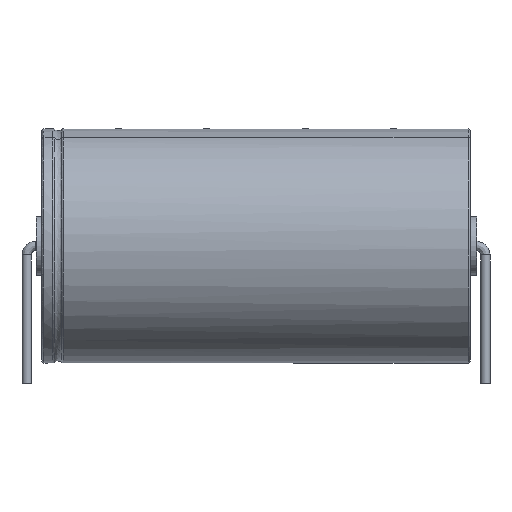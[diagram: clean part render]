
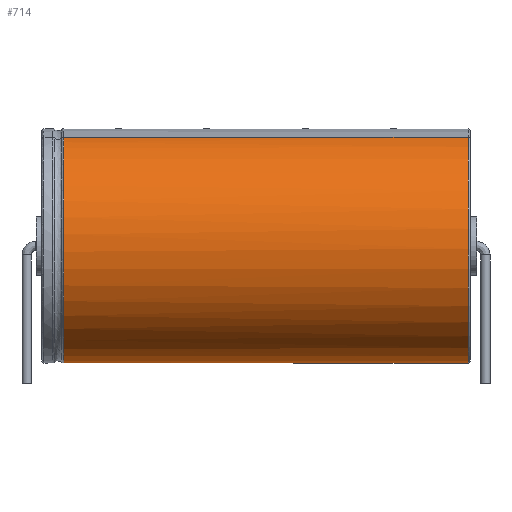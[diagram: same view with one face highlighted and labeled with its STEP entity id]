
A CAD part, front view. The second image highlights one B-rep face of the part: STEP entity #714.
In plain terms, the highlighted cylindrical face has radius 11.5 mm (diameter 23 mm), a partial arc.
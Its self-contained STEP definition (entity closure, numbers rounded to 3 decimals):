
#165=DIRECTION('',(-1.,0.,0.));
#179=DIRECTION('',(0.,0.383,0.924));
#282=VECTOR('',#283,1.);
#283=DIRECTION('',(1.,0.,0.));
#583=VERTEX_POINT('',#584);
#584=CARTESIAN_POINT('',(-18.865,4.401,22.125));
#592=ORIENTED_EDGE('',*,*,#593,.T.);
#593=EDGE_CURVE('',#583,#594,#596,.T.);
#594=VERTEX_POINT('',#595);
#595=CARTESIAN_POINT('',(-18.865,-4.401,22.125));
#596=B_SPLINE_CURVE_WITH_KNOTS('',12,(#597,#598,#599,#600,#601,#602,#603,#604,#605,#606,#607,#608,#609,#610,#611,#612,#613,#614,#615,#616,#617,#618,#619,#620,#621,#622,#623,#624,#625,#626,#627,#628,#629,#630,#631),.UNSPECIFIED.,.F.,.F.,(13,11,11,13),(-2.694,0.,63.225,65.918),.UNSPECIFIED.);
#597=CARTESIAN_POINT('',(-18.865,1.912,23.155));
#598=CARTESIAN_POINT('',(-18.865,2.121,23.069));
#599=CARTESIAN_POINT('',(-18.865,2.329,22.983));
#600=CARTESIAN_POINT('',(-18.865,2.538,22.896));
#601=CARTESIAN_POINT('',(-18.865,2.746,22.81));
#602=CARTESIAN_POINT('',(-18.865,2.954,22.724));
#603=CARTESIAN_POINT('',(-18.865,3.161,22.638));
#604=CARTESIAN_POINT('',(-18.865,3.368,22.552));
#605=CARTESIAN_POINT('',(-18.865,3.575,22.467));
#606=CARTESIAN_POINT('',(-18.865,3.782,22.381));
#607=CARTESIAN_POINT('',(-18.865,3.989,22.295));
#608=CARTESIAN_POINT('',(-18.865,4.195,22.21));
#609=CARTESIAN_POINT('',(-18.865,9.235,20.122));
#610=CARTESIAN_POINT('',(-18.865,13.149,15.689));
#611=CARTESIAN_POINT('',(-18.865,14.699,9.29));
#612=CARTESIAN_POINT('',(-18.865,12.682,2.428));
#613=CARTESIAN_POINT('',(-18.865,7.649,-2.681));
#614=CARTESIAN_POINT('',(-18.865,0.,-5.242));
#615=CARTESIAN_POINT('',(-18.865,-7.649,-2.681));
#616=CARTESIAN_POINT('',(-18.865,-12.682,2.428));
#617=CARTESIAN_POINT('',(-18.865,-14.699,9.29));
#618=CARTESIAN_POINT('',(-18.865,-13.149,15.689));
#619=CARTESIAN_POINT('',(-18.865,-9.235,20.122));
#620=CARTESIAN_POINT('',(-18.865,-4.195,22.21));
#621=CARTESIAN_POINT('',(-18.865,-3.989,22.295));
#622=CARTESIAN_POINT('',(-18.865,-3.782,22.381));
#623=CARTESIAN_POINT('',(-18.865,-3.575,22.467));
#624=CARTESIAN_POINT('',(-18.865,-3.368,22.552));
#625=CARTESIAN_POINT('',(-18.865,-3.161,22.638));
#626=CARTESIAN_POINT('',(-18.865,-2.954,22.724));
#627=CARTESIAN_POINT('',(-18.865,-2.746,22.81));
#628=CARTESIAN_POINT('',(-18.865,-2.538,22.896));
#629=CARTESIAN_POINT('',(-18.865,-2.329,22.983));
#630=CARTESIAN_POINT('',(-18.865,-2.121,23.069));
#631=CARTESIAN_POINT('',(-18.865,-1.912,23.155));
#714=ADVANCED_FACE('',(#715),#734,.T.);
#715=FACE_BOUND('',#716,.F.);
#716=EDGE_LOOP('',(#717,#592,#723,#729));
#717=ORIENTED_EDGE('',*,*,#718,.F.);
#718=EDGE_CURVE('',#583,#719,#721,.T.);
#719=VERTEX_POINT('',#720);
#720=CARTESIAN_POINT('',(20.8,4.401,22.125));
#721=LINE('',#722,#282);
#722=CARTESIAN_POINT('',(-19.,4.401,22.125));
#723=ORIENTED_EDGE('',*,*,#724,.T.);
#724=EDGE_CURVE('',#594,#725,#727,.T.);
#725=VERTEX_POINT('',#726);
#726=CARTESIAN_POINT('',(20.8,-4.401,22.125));
#727=LINE('',#728,#282);
#728=CARTESIAN_POINT('',(-19.,-4.401,22.125));
#729=ORIENTED_EDGE('',*,*,#730,.F.);
#730=EDGE_CURVE('',#719,#725,#731,.T.);
#731=CIRCLE('',#732,11.5);
#732=AXIS2_PLACEMENT_3D('',#733,#165,#179);
#733=CARTESIAN_POINT('',(20.8,0.,11.5));
#734=CYLINDRICAL_SURFACE('',#735,11.5);
#735=AXIS2_PLACEMENT_3D('',#736,#283,#179);
#736=CARTESIAN_POINT('',(-19.,0.,11.5));
